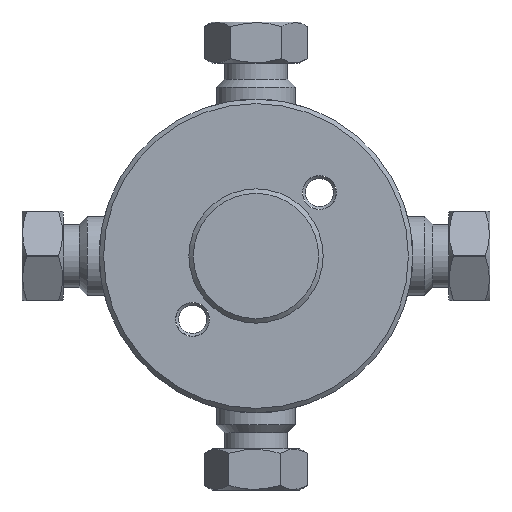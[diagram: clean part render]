
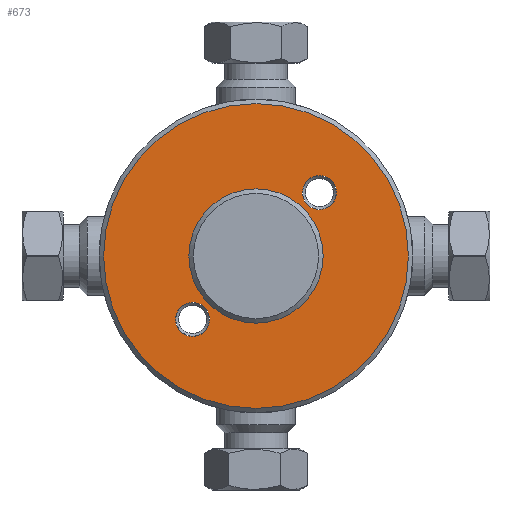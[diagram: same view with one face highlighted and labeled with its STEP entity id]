
A CAD part, left-side view. The second image highlights one B-rep face of the part: STEP entity #673.
In plain terms, the highlighted planar face has unit normal (-1, 0, 0).
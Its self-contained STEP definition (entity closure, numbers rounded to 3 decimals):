
#588=CARTESIAN_POINT('',(6.35,-8.98,6.57));
#589=VERTEX_POINT('',#588);
#590=CARTESIAN_POINT('',(6.35,-8.98,8.98));
#591=DIRECTION('',(1.0,0.0,0.0));
#592=DIRECTION('',(0.0,0.0,-1.0));
#593=AXIS2_PLACEMENT_3D('',#590,#591,#592);
#594=CIRCLE('',#593,2.41);
#595=EDGE_CURVE('',#589,#589,#594,.T.);
#616=CARTESIAN_POINT('',(6.35,8.98,-6.57));
#617=VERTEX_POINT('',#616);
#618=CARTESIAN_POINT('',(6.35,8.98,-8.98));
#619=DIRECTION('',(1.0,0.0,0.0));
#620=DIRECTION('',(0.0,0.0,1.0));
#621=AXIS2_PLACEMENT_3D('',#618,#619,#620);
#622=CIRCLE('',#621,2.41);
#623=EDGE_CURVE('',#617,#617,#622,.T.);
#636=CARTESIAN_POINT('',(6.35,21.59,0.));
#637=VERTEX_POINT('',#636);
#638=CARTESIAN_POINT('',(6.35,0.,0.0));
#639=DIRECTION('',(1.0,0.0,0.0));
#640=DIRECTION('',(0.0,-1.0,0.0));
#641=AXIS2_PLACEMENT_3D('',#638,#639,#640);
#642=CIRCLE('',#641,21.59);
#643=EDGE_CURVE('',#637,#637,#642,.T.);
#648=CARTESIAN_POINT('',(6.35,15.868,0.0));
#649=DIRECTION('',(-1.0,0.0,0.0));
#650=DIRECTION('',(0.0,0.0,1.0));
#651=AXIS2_PLACEMENT_3D('',#648,#649,#650);
#652=PLANE('',#651);
#653=ORIENTED_EDGE('',*,*,#643,.F.);
#654=EDGE_LOOP('',(#653));
#655=FACE_OUTER_BOUND('',#654,.T.);
#656=CARTESIAN_POINT('',(6.35,9.51,0.0));
#657=VERTEX_POINT('',#656);
#658=CARTESIAN_POINT('',(6.35,0.,0.0));
#659=DIRECTION('',(1.0,0.0,0.0));
#660=DIRECTION('',(0.0,1.0,0.0));
#661=AXIS2_PLACEMENT_3D('',#658,#659,#660);
#662=CIRCLE('',#661,9.51);
#663=EDGE_CURVE('',#657,#657,#662,.T.);
#664=ORIENTED_EDGE('',*,*,#663,.T.);
#665=EDGE_LOOP('',(#664));
#666=FACE_BOUND('',#665,.T.);
#667=ORIENTED_EDGE('',*,*,#623,.T.);
#668=EDGE_LOOP('',(#667));
#669=FACE_BOUND('',#668,.T.);
#670=ORIENTED_EDGE('',*,*,#595,.T.);
#671=EDGE_LOOP('',(#670));
#672=FACE_BOUND('',#671,.T.);
#673=ADVANCED_FACE('',(#655,#666,#669,#672),#652,.T.);
